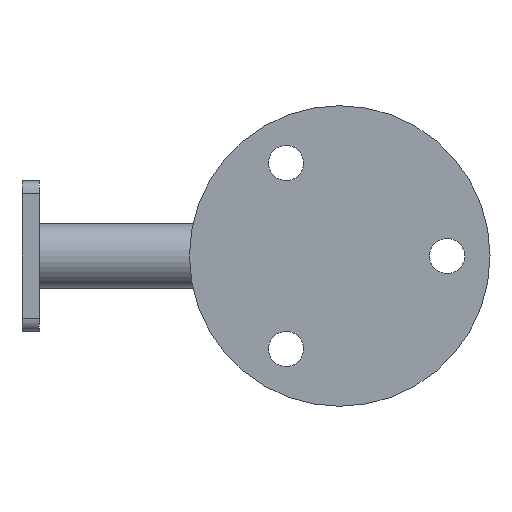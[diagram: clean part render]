
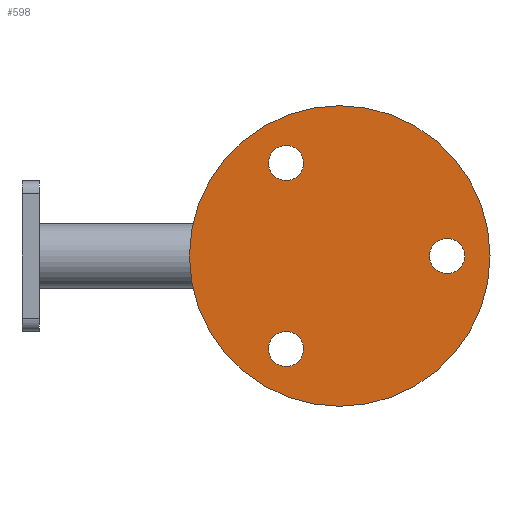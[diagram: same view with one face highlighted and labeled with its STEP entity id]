
A CAD part, left-side view. The second image highlights one B-rep face of the part: STEP entity #598.
In plain terms, the highlighted planar face has unit normal (-1, 0, 0).
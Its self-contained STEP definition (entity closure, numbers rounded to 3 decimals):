
#30 = CIRCLE ( 'NONE', #1142, 4.1 ) ;
#32 = ORIENTED_EDGE ( 'NONE', *, *, #1100, .F. ) ;
#41 = DIRECTION ( 'NONE',  ( 0., 0., -1. ) ) ;
#84 = CARTESIAN_POINT ( 'NONE',  ( 0., -25., 0. ) ) ;
#120 = AXIS2_PLACEMENT_3D ( 'NONE', #1196, #194, #294 ) ;
#148 = DIRECTION ( 'NONE',  ( 1., 0., 0. ) ) ;
#153 = ORIENTED_EDGE ( 'NONE', *, *, #842, .F. ) ;
#177 = AXIS2_PLACEMENT_3D ( 'NONE', #1171, #148, #41 ) ;
#179 = FACE_OUTER_BOUND ( 'NONE', #634, .T. ) ;
#194 = DIRECTION ( 'NONE',  ( 1., 0., 0. ) ) ;
#217 = AXIS2_PLACEMENT_3D ( 'NONE', #946, #740, #522 ) ;
#258 = CARTESIAN_POINT ( 'NONE',  ( 0., -25., -4.1 ) ) ;
#265 = ORIENTED_EDGE ( 'NONE', *, *, #1105, .T. ) ;
#273 = DIRECTION ( 'NONE',  ( 0., 0., -1. ) ) ;
#280 = CARTESIAN_POINT ( 'NONE',  ( 0., 12.5, -17.551 ) ) ;
#294 = DIRECTION ( 'NONE',  ( 0., 0., -1. ) ) ;
#310 = DIRECTION ( 'NONE',  ( 0., 0., -1. ) ) ;
#318 = DIRECTION ( 'NONE',  ( 1., 0., 0. ) ) ;
#372 = EDGE_CURVE ( 'NONE', #604, #1070, #30, .T. ) ;
#384 = EDGE_LOOP ( 'NONE', ( #265, #889 ) ) ;
#469 = CARTESIAN_POINT ( 'NONE',  ( 0., 12.5, 21.651 ) ) ;
#471 = CARTESIAN_POINT ( 'NONE',  ( 0., 12.5, -21.651 ) ) ;
#508 = CIRCLE ( 'NONE', #627, 4.1 ) ;
#513 = CARTESIAN_POINT ( 'NONE',  ( 0., 12.5, 21.651 ) ) ;
#518 = DIRECTION ( 'NONE',  ( 1., 0., 0. ) ) ;
#522 = DIRECTION ( 'NONE',  ( 0., 0., -1. ) ) ;
#539 = AXIS2_PLACEMENT_3D ( 'NONE', #620, #1392, #827 ) ;
#558 = ORIENTED_EDGE ( 'NONE', *, *, #680, .T. ) ;
#591 = VERTEX_POINT ( 'NONE', #966 ) ;
#598 = ADVANCED_FACE ( 'NONE', ( #728, #720, #844, #179 ), #1292, .F. ) ;
#604 = VERTEX_POINT ( 'NONE', #1188 ) ;
#620 = CARTESIAN_POINT ( 'NONE',  ( 0., 12.5, -21.651 ) ) ;
#627 = AXIS2_PLACEMENT_3D ( 'NONE', #469, #933, #273 ) ;
#634 = EDGE_LOOP ( 'NONE', ( #153, #32 ) ) ;
#671 = AXIS2_PLACEMENT_3D ( 'NONE', #84, #518, #310 ) ;
#680 = EDGE_CURVE ( 'NONE', #776, #861, #508, .T. ) ;
#686 = CARTESIAN_POINT ( 'NONE',  ( 0., 12.5, -25.751 ) ) ;
#694 = DIRECTION ( 'NONE',  ( 1., 0., 0. ) ) ;
#705 = DIRECTION ( 'NONE',  ( 0., 0., -1. ) ) ;
#720 = FACE_BOUND ( 'NONE', #384, .T. ) ;
#726 = CIRCLE ( 'NONE', #217, 35. ) ;
#728 = FACE_BOUND ( 'NONE', #1026, .T. ) ;
#730 = CARTESIAN_POINT ( 'NONE',  ( 0., -25., 0. ) ) ;
#740 = DIRECTION ( 'NONE',  ( 1., 0., 0. ) ) ;
#766 = AXIS2_PLACEMENT_3D ( 'NONE', #471, #694, #705 ) ;
#769 = VERTEX_POINT ( 'NONE', #280 ) ;
#776 = VERTEX_POINT ( 'NONE', #1085 ) ;
#795 = EDGE_CURVE ( 'NONE', #769, #1093, #1157, .T. ) ;
#827 = DIRECTION ( 'NONE',  ( 0., 0., -1. ) ) ;
#842 = EDGE_CURVE ( 'NONE', #1054, #591, #726, .T. ) ;
#844 = FACE_BOUND ( 'NONE', #1066, .T. ) ;
#861 = VERTEX_POINT ( 'NONE', #1198 ) ;
#889 = ORIENTED_EDGE ( 'NONE', *, *, #795, .T. ) ;
#890 = ORIENTED_EDGE ( 'NONE', *, *, #1170, .T. ) ;
#933 = DIRECTION ( 'NONE',  ( 1., 0., 0. ) ) ;
#946 = CARTESIAN_POINT ( 'NONE',  ( 0., 0., 0. ) ) ;
#966 = CARTESIAN_POINT ( 'NONE',  ( 0., 0., -35. ) ) ;
#984 = CIRCLE ( 'NONE', #766, 4.1 ) ;
#1026 = EDGE_LOOP ( 'NONE', ( #890, #1214 ) ) ;
#1054 = VERTEX_POINT ( 'NONE', #1373 ) ;
#1059 = CIRCLE ( 'NONE', #1087, 4.1 ) ;
#1066 = EDGE_LOOP ( 'NONE', ( #1225, #558 ) ) ;
#1070 = VERTEX_POINT ( 'NONE', #258 ) ;
#1085 = CARTESIAN_POINT ( 'NONE',  ( 0., 12.5, 25.751 ) ) ;
#1087 = AXIS2_PLACEMENT_3D ( 'NONE', #513, #1389, #1088 ) ;
#1088 = DIRECTION ( 'NONE',  ( 0., 0., -1. ) ) ;
#1093 = VERTEX_POINT ( 'NONE', #686 ) ;
#1100 = EDGE_CURVE ( 'NONE', #591, #1054, #1423, .T. ) ;
#1105 = EDGE_CURVE ( 'NONE', #1093, #769, #984, .T. ) ;
#1142 = AXIS2_PLACEMENT_3D ( 'NONE', #730, #318, #1303 ) ;
#1157 = CIRCLE ( 'NONE', #539, 4.1 ) ;
#1170 = EDGE_CURVE ( 'NONE', #1070, #604, #1424, .T. ) ;
#1171 = CARTESIAN_POINT ( 'NONE',  ( 0., 0., 0. ) ) ;
#1188 = CARTESIAN_POINT ( 'NONE',  ( 0., -25., 4.1 ) ) ;
#1196 = CARTESIAN_POINT ( 'NONE',  ( 0., 0., 0. ) ) ;
#1198 = CARTESIAN_POINT ( 'NONE',  ( 0., 12.5, 17.551 ) ) ;
#1199 = EDGE_CURVE ( 'NONE', #861, #776, #1059, .T. ) ;
#1214 = ORIENTED_EDGE ( 'NONE', *, *, #372, .T. ) ;
#1225 = ORIENTED_EDGE ( 'NONE', *, *, #1199, .T. ) ;
#1292 = PLANE ( 'NONE',  #120 ) ;
#1303 = DIRECTION ( 'NONE',  ( 0., 0., -1. ) ) ;
#1373 = CARTESIAN_POINT ( 'NONE',  ( 0., 0., 35. ) ) ;
#1389 = DIRECTION ( 'NONE',  ( 1., 0., 0. ) ) ;
#1392 = DIRECTION ( 'NONE',  ( 1., 0., 0. ) ) ;
#1423 = CIRCLE ( 'NONE', #177, 35. ) ;
#1424 = CIRCLE ( 'NONE', #671, 4.1 ) ;
